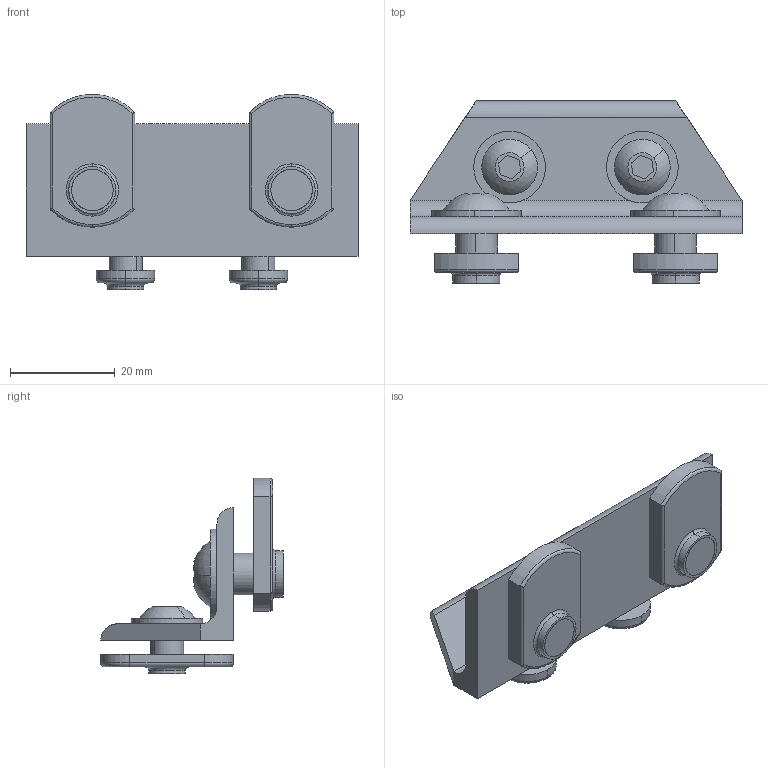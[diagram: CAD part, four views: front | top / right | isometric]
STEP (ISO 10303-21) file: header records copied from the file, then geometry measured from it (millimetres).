
FILE_DESCRIPTION (( 'STEP AP203' ), '1' );
FILE_NAME ('653274.SLDASM.step', '2003-10-13T11:33:00', ( 'Jerry Winters' ), ( 'GoEngineer' ), 'SwSTEP 2.0', 'SolidWorks 2003174', '' );
FILE_SCHEMA (( 'CONFIG_CONTROL_DESIGN' ));
Length unit declared in the file: inch
Products named in the file (8): 653274.SLDASM; Inside Corner Brackets (TRAN)_653274; 651128; 651097; FBHSCS_651135; 651166; FBHSCS_651169; 651163
Assembly tree (9 placements, depth 3):
  653274.SLDASM
    Inside Corner Brackets (TRAN)_653274
    651128  x2
      FBHSCS_651135
      651097
    651166  x2
      651163
      FBHSCS_651169
Bounding box: 63.5 x 34.92 x 37.34 mm (x, y, z)
Volume: 14999.5 mm3; surface area: 12545.8 mm2
Topology: 9 solids, 9 shells, 161 faces, 353 edges, 224 vertices
Faces by surface type: plane 70, cylinder 63, torus 20, sphere 8
Entity records: 3495 total; most frequent: DIRECTION 503, CARTESIAN_POINT 459, ORIENTED_EDGE 402, AXIS2_PLACEMENT_3D 204, EDGE_CURVE 201, VERTEX_POINT 128, EDGE_LOOP 109, CIRCLE 100
